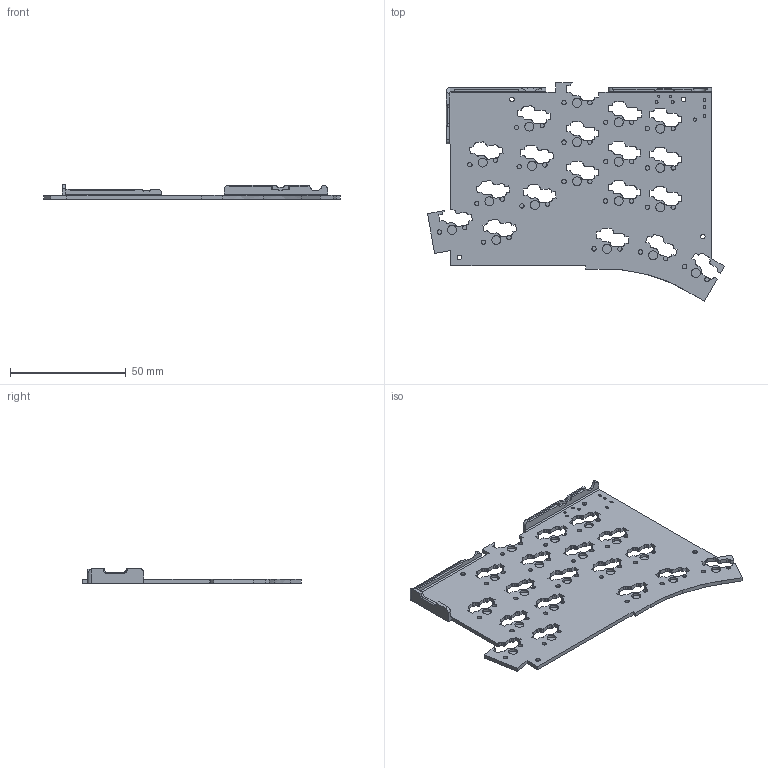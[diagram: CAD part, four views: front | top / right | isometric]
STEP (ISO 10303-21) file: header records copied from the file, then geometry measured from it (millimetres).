
FILE_DESCRIPTION(/* description */ (''),/* implementation_level */ '2;1');
FILE_NAME(/* name */ 'TOTEMcase_v08_6mm_Bottom_L.step',/* time_stamp */ '2023-03-13T20:09:38+01:00',/* author */ (''),/* organization */ (''),/* preprocessor_version */ 'ST-DEVELOPER v19.2',/* originating_system */ 'Autodesk Translation Framework v11.17.0.187',/* authorisation */ '');
FILE_SCHEMA (('AUTOMOTIVE_DESIGN { 1 0 10303 214 3 1 1 }'));
Length unit declared in the file: millimetre
Products named in the file (1): TOTEM case_v08_6mm
Bounding box: 128.32 x 94.46 x 6.39 mm (x, y, z)
Volume: 13432.3 mm3; surface area: 19060.1 mm2
Topology: 1 solids, 1 shells, 928 faces, 2599 edges, 1725 vertices
Faces by surface type: plane 472, bspline 352, cylinder 93, cone 11
Full cylindrical faces by diameter (mm): 1 x2, 1.3 x2, 1.9 x21, 2 x4, 3.9 x19, 4.3 x4, 9 x4
Entity records: 32088 total; most frequent: CARTESIAN_POINT 10142, ORIENTED_EDGE 5198, DIRECTION 3391, EDGE_CURVE 2599, VERTEX_POINT 1725, LINE 1697, VECTOR 1697, EDGE_LOOP 1020
